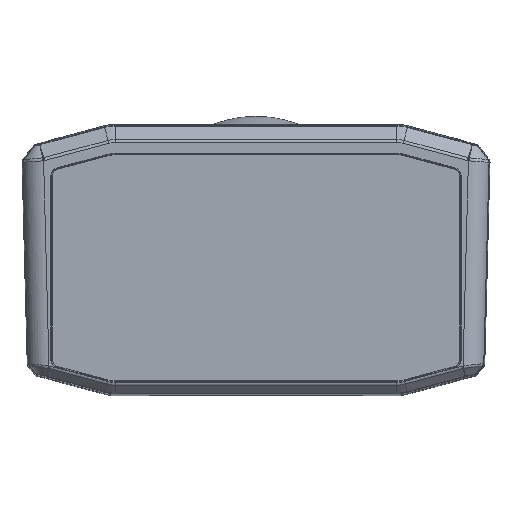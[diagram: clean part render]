
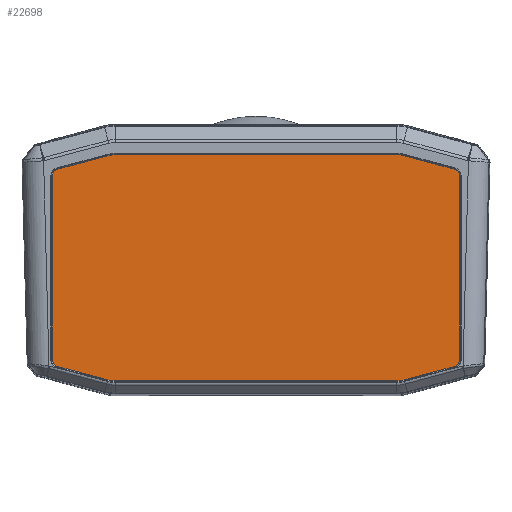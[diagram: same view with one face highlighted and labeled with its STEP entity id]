
A CAD part, top view. The second image highlights one B-rep face of the part: STEP entity #22698.
In plain terms, the highlighted planar face has unit normal (0, 0, 1).
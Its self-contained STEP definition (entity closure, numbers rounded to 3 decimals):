
#22387=CARTESIAN_POINT('',(-18.14,20.193,22.498));
#22388=DIRECTION('',(0.,0.,1.));
#22389=DIRECTION('',(-0.259,0.966,0.));
#22390=AXIS2_PLACEMENT_3D('',#22387,#22388,#22389);
#22392=DIRECTION('',(-0.966,-0.259,0.));
#22393=VECTOR('',#22392,4.785);
#22394=CARTESIAN_POINT('',(-13.7,22.112,
22.498));
#22395=LINE('',#22394,#22393);
#22396=CARTESIAN_POINT('',(-13.,19.5,22.498));
#22397=DIRECTION('',(0.,0.,1.));
#22398=DIRECTION('',(0.,1.,0.));
#22399=AXIS2_PLACEMENT_3D('',#22396,#22397,#22398);
#22401=DIRECTION('',(-1.,0.,0.));
#22402=VECTOR('',#22401,26.);
#22403=CARTESIAN_POINT('',(13.,22.204,22.498));
#22404=LINE('',#22403,#22402);
#22405=CARTESIAN_POINT('',(13.,19.496,22.498));
#22406=DIRECTION('',(0.,0.,1.));
#22407=DIRECTION('',(0.23,0.973,0.));
#22408=AXIS2_PLACEMENT_3D('',#22405,#22406,#22407);
#22410=DIRECTION('',(-0.966,0.259,0.));
#22411=VECTOR('',#22410,4.865);
#22412=CARTESIAN_POINT('',(18.322,20.872,22.498));
#22413=LINE('',#22412,#22411);
#22414=CARTESIAN_POINT('',(18.14,20.192,22.498));
#22415=DIRECTION('',(0.,0.,1.));
#22416=DIRECTION('',(1.,0.,0.));
#22417=AXIS2_PLACEMENT_3D('',#22414,#22415,#22416);
#22419=DIRECTION('',(0.,1.,0.));
#22420=VECTOR('',#22419,16.885);
#22421=CARTESIAN_POINT('',(18.844,3.307,22.498));
#22422=LINE('',#22421,#22420);
#22423=CARTESIAN_POINT('',(18.14,3.307,22.498));
#22424=DIRECTION('',(0.,0.,1.));
#22425=DIRECTION('',(0.259,-0.966,0.));
#22426=AXIS2_PLACEMENT_3D('',#22423,#22424,#22425);
#22428=DIRECTION('',(0.966,0.259,0.));
#22429=VECTOR('',#22428,4.785);
#22430=CARTESIAN_POINT('',(13.7,1.388,22.498));
#22431=LINE('',#22430,#22429);
#22432=CARTESIAN_POINT('',(13.,4.,22.498));
#22433=DIRECTION('',(0.,0.,1.));
#22434=DIRECTION('',(0.,-1.,0.));
#22435=AXIS2_PLACEMENT_3D('',#22432,#22433,#22434);
#22437=DIRECTION('',(1.,0.,0.));
#22438=VECTOR('',#22437,26.);
#22439=CARTESIAN_POINT('',(-13.,1.296,22.498));
#22440=LINE('',#22439,#22438);
#22441=CARTESIAN_POINT('',(-13.,4.,22.498));
#22442=DIRECTION('',(0.,0.,1.));
#22443=DIRECTION('',(-0.259,-0.966,0.));
#22444=AXIS2_PLACEMENT_3D('',#22441,#22442,#22443);
#22446=DIRECTION('',(0.966,-0.259,0.));
#22447=VECTOR('',#22446,4.785);
#22448=CARTESIAN_POINT('',(-18.322,2.627,22.498));
#22449=LINE('',#22448,#22447);
#22450=CARTESIAN_POINT('',(-18.14,3.307,22.498));
#22451=DIRECTION('',(0.,0.,1.));
#22452=DIRECTION('',(-1.,0.,0.));
#22453=AXIS2_PLACEMENT_3D('',#22450,#22451,#22452);
#22455=DIRECTION('',(0.,-1.,0.));
#22456=VECTOR('',#22455,16.887);
#22457=CARTESIAN_POINT('',(-18.844,20.193,
22.498));
#22458=LINE('',#22457,#22456);
#22627=CARTESIAN_POINT('',(-18.322,20.873,
22.498));
#22628=VERTEX_POINT('',#22627);
#22629=CARTESIAN_POINT('',(-18.844,20.193,
22.498));
#22630=VERTEX_POINT('',#22629);
#22631=CARTESIAN_POINT('',(-13.7,22.112,
22.498));
#22632=VERTEX_POINT('',#22631);
#22633=CARTESIAN_POINT('',(-13.,22.204,22.498));
#22634=VERTEX_POINT('',#22633);
#22635=CARTESIAN_POINT('',(13.,22.204,22.498));
#22636=VERTEX_POINT('',#22635);
#22637=CARTESIAN_POINT('',(13.624,22.131,22.498));
#22638=VERTEX_POINT('',#22637);
#22639=CARTESIAN_POINT('',(18.322,20.872,22.498));
#22640=VERTEX_POINT('',#22639);
#22641=CARTESIAN_POINT('',(18.844,20.192,22.498));
#22642=VERTEX_POINT('',#22641);
#22643=CARTESIAN_POINT('',(18.844,3.307,22.498));
#22644=VERTEX_POINT('',#22643);
#22645=CARTESIAN_POINT('',(18.322,2.627,22.498));
#22646=VERTEX_POINT('',#22645);
#22647=CARTESIAN_POINT('',(13.7,1.388,22.498));
#22648=VERTEX_POINT('',#22647);
#22649=CARTESIAN_POINT('',(13.,1.296,22.498));
#22650=VERTEX_POINT('',#22649);
#22651=CARTESIAN_POINT('',(-13.,1.296,22.498));
#22652=VERTEX_POINT('',#22651);
#22653=CARTESIAN_POINT('',(-13.7,1.388,
22.498));
#22654=VERTEX_POINT('',#22653);
#22655=CARTESIAN_POINT('',(-18.322,2.627,22.498));
#22656=VERTEX_POINT('',#22655);
#22657=CARTESIAN_POINT('',(-18.844,3.307,
22.498));
#22658=VERTEX_POINT('',#22657);
#22659=CARTESIAN_POINT('',(0.,11.75,22.498));
#22660=DIRECTION('',(0.,0.,1.));
#22661=DIRECTION('',(1.,0.,0.));
#22662=AXIS2_PLACEMENT_3D('',#22659,#22660,#22661);
#22663=PLANE('',#22662);
#22665=ORIENTED_EDGE('',*,*,#22664,.F.);
#22667=ORIENTED_EDGE('',*,*,#22666,.F.);
#22669=ORIENTED_EDGE('',*,*,#22668,.F.);
#22671=ORIENTED_EDGE('',*,*,#22670,.F.);
#22673=ORIENTED_EDGE('',*,*,#22672,.F.);
#22675=ORIENTED_EDGE('',*,*,#22674,.F.);
#22677=ORIENTED_EDGE('',*,*,#22676,.F.);
#22679=ORIENTED_EDGE('',*,*,#22678,.F.);
#22681=ORIENTED_EDGE('',*,*,#22680,.F.);
#22683=ORIENTED_EDGE('',*,*,#22682,.F.);
#22685=ORIENTED_EDGE('',*,*,#22684,.F.);
#22687=ORIENTED_EDGE('',*,*,#22686,.F.);
#22689=ORIENTED_EDGE('',*,*,#22688,.F.);
#22691=ORIENTED_EDGE('',*,*,#22690,.F.);
#22693=ORIENTED_EDGE('',*,*,#22692,.F.);
#22695=ORIENTED_EDGE('',*,*,#22694,.F.);
#22696=EDGE_LOOP('',(#22665,#22667,#22669,#22671,#22673,#22675,#22677,#22679,
#22681,#22683,#22685,#22687,#22689,#22691,#22693,#22695));
#22697=FACE_OUTER_BOUND('',#22696,.F.);
#22698=ADVANCED_FACE('',(#22697),#22663,.T.);
#22391=CIRCLE('',#22390,0.704);
#22400=CIRCLE('',#22399,2.704);
#22409=CIRCLE('',#22408,2.708);
#22418=CIRCLE('',#22417,0.704);
#22427=CIRCLE('',#22426,0.704);
#22436=CIRCLE('',#22435,2.704);
#22445=CIRCLE('',#22444,2.704);
#22454=CIRCLE('',#22453,0.704);
#22664=EDGE_CURVE('',#22628,#22630,#22391,.T.);
#22666=EDGE_CURVE('',#22632,#22628,#22395,.T.);
#22668=EDGE_CURVE('',#22634,#22632,#22400,.T.);
#22670=EDGE_CURVE('',#22636,#22634,#22404,.T.);
#22672=EDGE_CURVE('',#22638,#22636,#22409,.T.);
#22674=EDGE_CURVE('',#22640,#22638,#22413,.T.);
#22676=EDGE_CURVE('',#22642,#22640,#22418,.T.);
#22678=EDGE_CURVE('',#22644,#22642,#22422,.T.);
#22680=EDGE_CURVE('',#22646,#22644,#22427,.T.);
#22682=EDGE_CURVE('',#22648,#22646,#22431,.T.);
#22684=EDGE_CURVE('',#22650,#22648,#22436,.T.);
#22686=EDGE_CURVE('',#22652,#22650,#22440,.T.);
#22688=EDGE_CURVE('',#22654,#22652,#22445,.T.);
#22690=EDGE_CURVE('',#22656,#22654,#22449,.T.);
#22692=EDGE_CURVE('',#22658,#22656,#22454,.T.);
#22694=EDGE_CURVE('',#22630,#22658,#22458,.T.);
